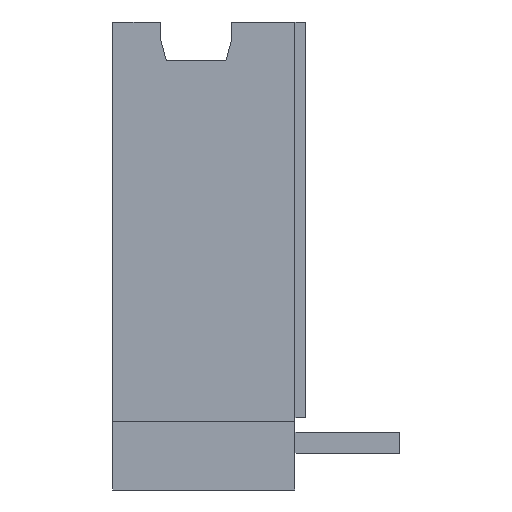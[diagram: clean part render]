
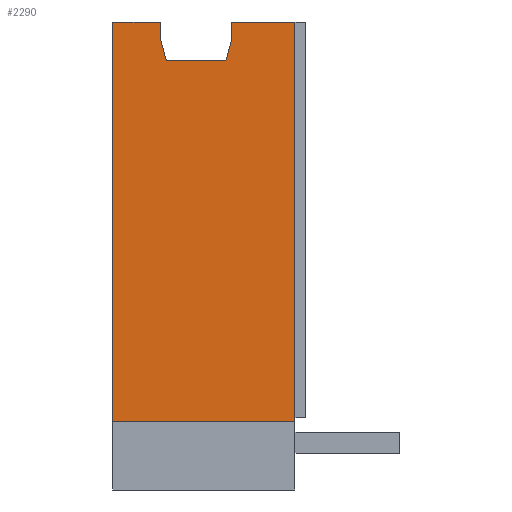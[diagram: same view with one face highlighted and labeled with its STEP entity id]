
A CAD part, left-side view. The second image highlights one B-rep face of the part: STEP entity #2290.
In plain terms, the highlighted planar face has unit normal (-1, 0, 0).
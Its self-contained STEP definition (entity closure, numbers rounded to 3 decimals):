
#81=DIRECTION('',(0.,0.,1.));
#82=VECTOR('',#81,11.913);
#83=CARTESIAN_POINT('',(-9.144,-2.718,-11.913));
#84=LINE('',#83,#82);
#209=DIRECTION('',(0.,1.,0.));
#210=VECTOR('',#209,1.43);
#211=CARTESIAN_POINT('',(-9.144,1.288,0.));
#212=LINE('',#211,#210);
#253=DIRECTION('',(0.,1.,0.));
#254=VECTOR('',#253,1.887);
#255=CARTESIAN_POINT('',(-9.144,-2.718,0.));
#256=LINE('',#255,#254);
#301=DIRECTION('',(0.,0.,-1.));
#302=VECTOR('',#301,0.508);
#303=CARTESIAN_POINT('',(-9.144,-0.831,0.));
#304=LINE('',#303,#302);
#305=DIRECTION('',(0.,1.,0.));
#306=VECTOR('',#305,5.436);
#307=CARTESIAN_POINT('',(-9.144,-2.718,-11.913));
#308=LINE('',#307,#306);
#309=DIRECTION('',(0.,0.,-1.));
#310=VECTOR('',#309,0.508);
#311=CARTESIAN_POINT('',(-9.144,1.288,0.));
#312=LINE('',#311,#310);
#313=DIRECTION('',(0.,0.259,0.966));
#314=VECTOR('',#313,0.657);
#315=CARTESIAN_POINT('',(-9.144,1.118,-1.143));
#316=LINE('',#315,#314);
#317=DIRECTION('',(0.,1.,0.));
#318=VECTOR('',#317,1.778);
#319=CARTESIAN_POINT('',(-9.144,-0.66,-1.143));
#320=LINE('',#319,#318);
#321=DIRECTION('',(0.,0.259,-0.966));
#322=VECTOR('',#321,0.657);
#323=CARTESIAN_POINT('',(-9.144,-0.831,-0.508));
#324=LINE('',#323,#322);
#701=DIRECTION('',(0.,0.,1.));
#702=VECTOR('',#701,11.913);
#703=CARTESIAN_POINT('',(-9.144,2.718,-11.913));
#704=LINE('',#703,#702);
#1513=CARTESIAN_POINT('',(-9.144,-2.718,-11.913));
#1514=VERTEX_POINT('',#1513);
#1515=CARTESIAN_POINT('',(-9.144,-2.718,0.));
#1516=VERTEX_POINT('',#1515);
#1529=CARTESIAN_POINT('',(-9.144,2.718,-11.913));
#1530=VERTEX_POINT('',#1529);
#1531=CARTESIAN_POINT('',(-9.144,2.718,0.));
#1532=VERTEX_POINT('',#1531);
#1565=CARTESIAN_POINT('',(-9.144,-0.831,0.));
#1566=CARTESIAN_POINT('',(-9.144,-0.831,-0.508));
#1567=VERTEX_POINT('',#1565);
#1568=VERTEX_POINT('',#1566);
#1569=CARTESIAN_POINT('',(-9.144,-0.66,-1.143));
#1570=VERTEX_POINT('',#1569);
#1571=CARTESIAN_POINT('',(-9.144,1.118,-1.143));
#1572=VERTEX_POINT('',#1571);
#1573=CARTESIAN_POINT('',(-9.144,1.288,-0.508));
#1574=VERTEX_POINT('',#1573);
#1575=CARTESIAN_POINT('',(-9.144,1.288,0.));
#1576=VERTEX_POINT('',#1575);
#2267=CARTESIAN_POINT('',(-9.144,-2.718,-11.913));
#2268=DIRECTION('',(-1.,0.,0.));
#2269=DIRECTION('',(0.,0.,1.));
#2270=AXIS2_PLACEMENT_3D('',#2267,#2268,#2269);
#2271=PLANE('',#2270);
#2273=ORIENTED_EDGE('',*,*,#2272,.F.);
#2274=ORIENTED_EDGE('',*,*,#2199,.F.);
#2275=ORIENTED_EDGE('',*,*,#2040,.F.);
#2277=ORIENTED_EDGE('',*,*,#2276,.T.);
#2279=ORIENTED_EDGE('',*,*,#2278,.T.);
#2280=ORIENTED_EDGE('',*,*,#2156,.F.);
#2281=ORIENTED_EDGE('',*,*,#2238,.T.);
#2283=ORIENTED_EDGE('',*,*,#2282,.F.);
#2285=ORIENTED_EDGE('',*,*,#2284,.F.);
#2287=ORIENTED_EDGE('',*,*,#2286,.F.);
#2288=EDGE_LOOP('',(#2273,#2274,#2275,#2277,#2279,#2280,#2281,#2283,#2285,
#2287));
#2289=FACE_OUTER_BOUND('',#2288,.F.);
#2040=EDGE_CURVE('',#1514,#1516,#84,.T.);
#2156=EDGE_CURVE('',#1576,#1532,#212,.T.);
#2199=EDGE_CURVE('',#1516,#1567,#256,.T.);
#2238=EDGE_CURVE('',#1576,#1574,#312,.T.);
#2272=EDGE_CURVE('',#1567,#1568,#304,.T.);
#2276=EDGE_CURVE('',#1514,#1530,#308,.T.);
#2278=EDGE_CURVE('',#1530,#1532,#704,.T.);
#2282=EDGE_CURVE('',#1572,#1574,#316,.T.);
#2284=EDGE_CURVE('',#1570,#1572,#320,.T.);
#2286=EDGE_CURVE('',#1568,#1570,#324,.T.);
#2290=ADVANCED_FACE('',(#2289),#2271,.T.);
